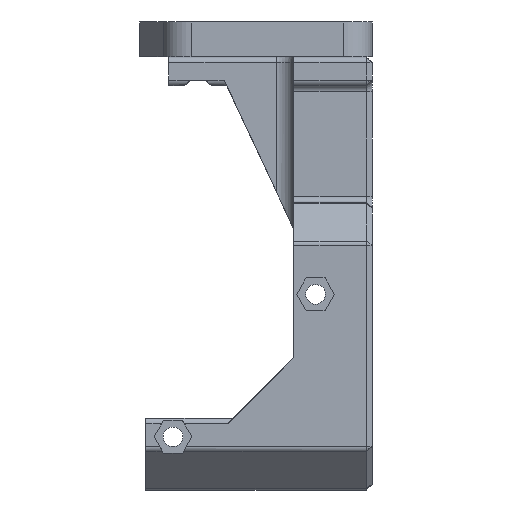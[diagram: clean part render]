
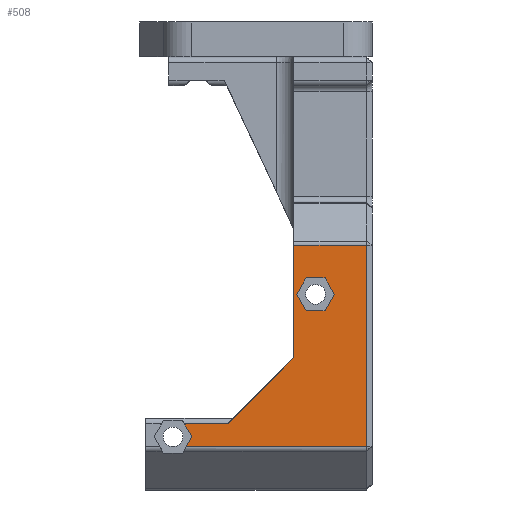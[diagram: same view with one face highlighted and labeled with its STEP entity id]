
A CAD part, left-side view. The second image highlights one B-rep face of the part: STEP entity #508.
In plain terms, the highlighted planar face has unit normal (-1, 0, 0).
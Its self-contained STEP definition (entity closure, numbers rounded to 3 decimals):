
#82 = LINE ( 'NONE', #5587, #3012 ) ;
#128 = VERTEX_POINT ( 'NONE', #2093 ) ;
#200 = EDGE_CURVE ( 'NONE', #1137, #3267, #1058, .T. ) ;
#222 = DIRECTION ( 'NONE',  ( 0., 1., 0. ) ) ;
#266 = DIRECTION ( 'NONE',  ( 0., 1., 0. ) ) ;
#319 = EDGE_CURVE ( 'NONE', #128, #1575, #3450, .T. ) ;
#345 = ORIENTED_EDGE ( 'NONE', *, *, #5956, .F. ) ;
#356 = DIRECTION ( 'NONE',  ( 0., -1., 0. ) ) ;
#394 = CARTESIAN_POINT ( 'NONE',  ( -20., -113.394, -38.414 ) ) ;
#475 = DIRECTION ( 'NONE',  ( 0., 0., 1. ) ) ;
#508 = ADVANCED_FACE ( 'NONE', ( #5073, #4042 ), #2418, .F. ) ;
#516 = CARTESIAN_POINT ( 'NONE',  ( -20., -82.379, -73.12 ) ) ;
#561 = CARTESIAN_POINT ( 'NONE',  ( -20., -82.082, -69.16 ) ) ;
#567 = VECTOR ( 'NONE', #266, 1000. ) ;
#649 = DIRECTION ( 'NONE',  ( 0., 0.5, 0.866 ) ) ;
#703 = ORIENTED_EDGE ( 'NONE', *, *, #4428, .F. ) ;
#743 = EDGE_LOOP ( 'NONE', ( #1676, #1165, #345, #2231, #703, #5518 ) ) ;
#760 = VECTOR ( 'NONE', #649, 1000. ) ;
#797 = EDGE_CURVE ( 'NONE', #5819, #4120, #82, .T. ) ;
#847 = ORIENTED_EDGE ( 'NONE', *, *, #5795, .T. ) ;
#878 = ORIENTED_EDGE ( 'NONE', *, *, #2388, .F. ) ;
#879 = VERTEX_POINT ( 'NONE', #2068 ) ;
#902 = CARTESIAN_POINT ( 'NONE',  ( -20., -107.91, -46.86 ) ) ;
#932 = DIRECTION ( 'NONE',  ( 0., -1., 0. ) ) ;
#960 = DIRECTION ( 'NONE',  ( 0., -0.5, 0.866 ) ) ;
#1058 = LINE ( 'NONE', #3751, #567 ) ;
#1061 = CARTESIAN_POINT ( 'NONE',  ( -20., -101.386, -46.86 ) ) ;
#1062 = CARTESIAN_POINT ( 'NONE',  ( -20., -103.017, -44.035 ) ) ;
#1063 = CARTESIAN_POINT ( 'NONE',  ( -20., -106.279, -44.035 ) ) ;
#1097 = VECTOR ( 'NONE', #4722, 1000. ) ;
#1137 = VERTEX_POINT ( 'NONE', #1063 ) ;
#1147 = CARTESIAN_POINT ( 'NONE',  ( -20., -100.894, -57.791 ) ) ;
#1165 = ORIENTED_EDGE ( 'NONE', *, *, #6566, .F. ) ;
#1355 = DIRECTION ( 'NONE',  ( 0., 1., 0. ) ) ;
#1376 = VECTOR ( 'NONE', #222, 1000. ) ;
#1575 = VERTEX_POINT ( 'NONE', #561 ) ;
#1627 = DIRECTION ( 'NONE',  ( 0., -0.5, -0.866 ) ) ;
#1676 = ORIENTED_EDGE ( 'NONE', *, *, #5300, .F. ) ;
#1923 = LINE ( 'NONE', #4461, #4934 ) ;
#2045 = CARTESIAN_POINT ( 'NONE',  ( -20., 0., 0. ) ) ;
#2059 = AXIS2_PLACEMENT_3D ( 'NONE', #2045, #3268, #3772 ) ;
#2068 = CARTESIAN_POINT ( 'NONE',  ( -20., -101.386, -46.86 ) ) ;
#2093 = CARTESIAN_POINT ( 'NONE',  ( -20., -83.374, -71.397 ) ) ;
#2231 = ORIENTED_EDGE ( 'NONE', *, *, #200, .F. ) ;
#2266 = EDGE_LOOP ( 'NONE', ( #847, #3836, #3069, #5643, #4333, #5724, #5209, #878 ) ) ;
#2388 = EDGE_CURVE ( 'NONE', #4643, #128, #5687, .T. ) ;
#2418 = PLANE ( 'NONE',  #2059 ) ;
#2475 = VERTEX_POINT ( 'NONE', #2924 ) ;
#2678 = LINE ( 'NONE', #5201, #1376 ) ;
#2693 = CARTESIAN_POINT ( 'NONE',  ( -20., -81.743, -74.222 ) ) ;
#2754 = CARTESIAN_POINT ( 'NONE',  ( -20., -100.894, -38.414 ) ) ;
#2838 = LINE ( 'NONE', #4894, #6096 ) ;
#2924 = CARTESIAN_POINT ( 'NONE',  ( -20., -89.525, -69.16 ) ) ;
#3012 = VECTOR ( 'NONE', #475, 1000. ) ;
#3046 = DIRECTION ( 'NONE',  ( 0., 0.707, -0.707 ) ) ;
#3069 = ORIENTED_EDGE ( 'NONE', *, *, #6213, .T. ) ;
#3094 = DIRECTION ( 'NONE',  ( 0., 0.5, -0.866 ) ) ;
#3218 = VECTOR ( 'NONE', #5571, 1000. ) ;
#3267 = VERTEX_POINT ( 'NONE', #4725 ) ;
#3268 = DIRECTION ( 'NONE',  ( 1., 0., 0. ) ) ;
#3318 = CARTESIAN_POINT ( 'NONE',  ( -20., -106.279, -49.685 ) ) ;
#3450 = LINE ( 'NONE', #3915, #3218 ) ;
#3515 = CARTESIAN_POINT ( 'NONE',  ( -20., -100.894, -57.791 ) ) ;
#3543 = CARTESIAN_POINT ( 'NONE',  ( -20., -90.525, -68.16 ) ) ;
#3610 = LINE ( 'NONE', #3543, #5353 ) ;
#3703 = VERTEX_POINT ( 'NONE', #2754 ) ;
#3751 = CARTESIAN_POINT ( 'NONE',  ( -20., -106.279, -44.035 ) ) ;
#3772 = DIRECTION ( 'NONE',  ( 0., 1., 0. ) ) ;
#3824 = VECTOR ( 'NONE', #1627, 1000. ) ;
#3836 = ORIENTED_EDGE ( 'NONE', *, *, #797, .T. ) ;
#3915 = CARTESIAN_POINT ( 'NONE',  ( -20., -83.374, -71.397 ) ) ;
#4004 = VERTEX_POINT ( 'NONE', #4315 ) ;
#4042 = FACE_OUTER_BOUND ( 'NONE', #2266, .T. ) ;
#4120 = VERTEX_POINT ( 'NONE', #394 ) ;
#4240 = LINE ( 'NONE', #1147, #4664 ) ;
#4315 = CARTESIAN_POINT ( 'NONE',  ( -20., -103.017, -49.685 ) ) ;
#4333 = ORIENTED_EDGE ( 'NONE', *, *, #5508, .T. ) ;
#4352 = LINE ( 'NONE', #5907, #6527 ) ;
#4428 = EDGE_CURVE ( 'NONE', #5707, #1137, #5197, .T. ) ;
#4461 = CARTESIAN_POINT ( 'NONE',  ( -20., -106.279, -49.685 ) ) ;
#4532 = CARTESIAN_POINT ( 'NONE',  ( -20., -113.394, -73.12 ) ) ;
#4627 = VECTOR ( 'NONE', #932, 1000. ) ;
#4643 = VERTEX_POINT ( 'NONE', #516 ) ;
#4664 = VECTOR ( 'NONE', #5269, 1000. ) ;
#4722 = DIRECTION ( 'NONE',  ( 0., -0.5, 0.866 ) ) ;
#4725 = CARTESIAN_POINT ( 'NONE',  ( -20., -103.017, -44.035 ) ) ;
#4869 = VERTEX_POINT ( 'NONE', #3318 ) ;
#4894 = CARTESIAN_POINT ( 'NONE',  ( -20., -103.017, -49.685 ) ) ;
#4934 = VECTOR ( 'NONE', #960, 1000. ) ;
#5073 = FACE_BOUND ( 'NONE', #743, .T. ) ;
#5197 = LINE ( 'NONE', #6289, #760 ) ;
#5201 = CARTESIAN_POINT ( 'NONE',  ( -20., -75.394, -69.16 ) ) ;
#5209 = ORIENTED_EDGE ( 'NONE', *, *, #319, .F. ) ;
#5269 = DIRECTION ( 'NONE',  ( 0., 0., -1. ) ) ;
#5300 = EDGE_CURVE ( 'NONE', #4004, #4869, #2838, .T. ) ;
#5353 = VECTOR ( 'NONE', #3046, 1000. ) ;
#5444 = LINE ( 'NONE', #5481, #4627 ) ;
#5481 = CARTESIAN_POINT ( 'NONE',  ( -20., -114.394, -73.12 ) ) ;
#5508 = EDGE_CURVE ( 'NONE', #6287, #2475, #3610, .T. ) ;
#5518 = ORIENTED_EDGE ( 'NONE', *, *, #5718, .F. ) ;
#5547 = LINE ( 'NONE', #1062, #5577 ) ;
#5571 = DIRECTION ( 'NONE',  ( 0., 0.5, 0.866 ) ) ;
#5577 = VECTOR ( 'NONE', #3094, 1000. ) ;
#5587 = CARTESIAN_POINT ( 'NONE',  ( -20., -113.394, -38.414 ) ) ;
#5643 = ORIENTED_EDGE ( 'NONE', *, *, #6391, .T. ) ;
#5645 = LINE ( 'NONE', #1061, #3824 ) ;
#5687 = LINE ( 'NONE', #2693, #1097 ) ;
#5707 = VERTEX_POINT ( 'NONE', #902 ) ;
#5718 = EDGE_CURVE ( 'NONE', #4869, #5707, #1923, .T. ) ;
#5724 = ORIENTED_EDGE ( 'NONE', *, *, #6417, .T. ) ;
#5795 = EDGE_CURVE ( 'NONE', #4643, #5819, #5444, .T. ) ;
#5819 = VERTEX_POINT ( 'NONE', #4532 ) ;
#5907 = CARTESIAN_POINT ( 'NONE',  ( -20., -100.894, -38.414 ) ) ;
#5956 = EDGE_CURVE ( 'NONE', #3267, #879, #5547, .T. ) ;
#6096 = VECTOR ( 'NONE', #356, 1000. ) ;
#6213 = EDGE_CURVE ( 'NONE', #4120, #3703, #4352, .T. ) ;
#6287 = VERTEX_POINT ( 'NONE', #3515 ) ;
#6289 = CARTESIAN_POINT ( 'NONE',  ( -20., -107.91, -46.86 ) ) ;
#6391 = EDGE_CURVE ( 'NONE', #3703, #6287, #4240, .T. ) ;
#6417 = EDGE_CURVE ( 'NONE', #2475, #1575, #2678, .T. ) ;
#6527 = VECTOR ( 'NONE', #1355, 1000. ) ;
#6566 = EDGE_CURVE ( 'NONE', #879, #4004, #5645, .T. ) ;
